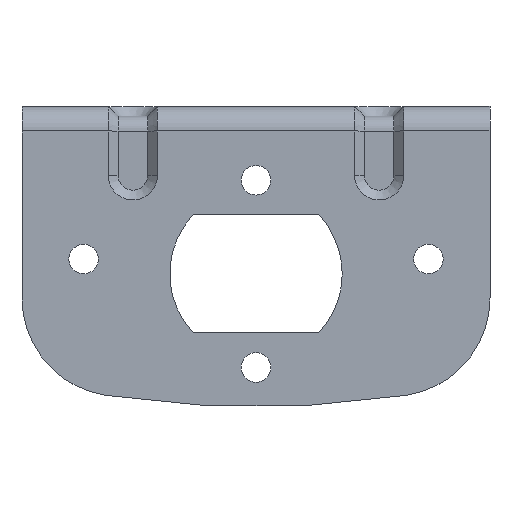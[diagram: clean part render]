
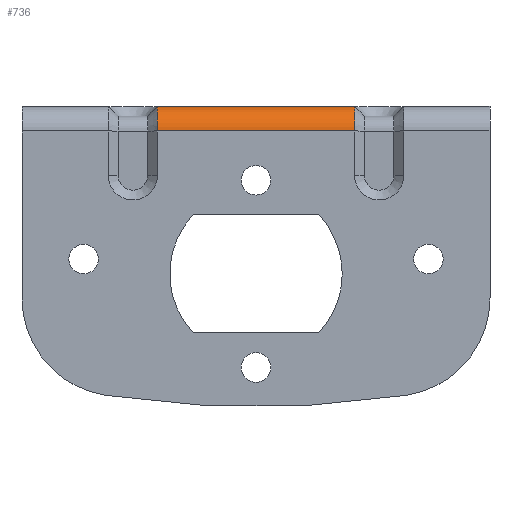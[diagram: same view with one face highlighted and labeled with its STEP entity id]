
A CAD part, top view. The second image highlights one B-rep face of the part: STEP entity #736.
In plain terms, the highlighted cylindrical face has radius 5 mm (diameter 10 mm), a partial arc.
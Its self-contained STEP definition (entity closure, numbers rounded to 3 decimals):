
#55 = AXIS2_PLACEMENT_3D ( 'NONE', #1434, #2640, #3787 ) ;
#108 = VERTEX_POINT ( 'NONE', #2163 ) ;
#160 = VERTEX_POINT ( 'NONE', #1557 ) ;
#273 = LINE ( 'NONE', #2010, #2888 ) ;
#571 = CIRCLE ( 'NONE', #2720, 5. ) ;
#699 = EDGE_CURVE ( 'NONE', #2249, #2758, #273, .T. ) ;
#700 = ORIENTED_EDGE ( 'NONE', *, *, #699, .F. ) ;
#736 = ADVANCED_FACE ( 'NONE', ( #3211 ), #1456, .T. ) ;
#877 = CIRCLE ( 'NONE', #3017, 5. ) ;
#1029 = DIRECTION ( 'NONE',  ( 1., 0., 0. ) ) ;
#1323 = CARTESIAN_POINT ( 'NONE',  ( 47.501, 0., 60.5 ) ) ;
#1434 = CARTESIAN_POINT ( 'NONE',  ( 47.501, -5., 60.5 ) ) ;
#1456 = CYLINDRICAL_SURFACE ( 'NONE', #55, 5. ) ;
#1557 = CARTESIAN_POINT ( 'NONE',  ( 20., 0., 60.5 ) ) ;
#1633 = CARTESIAN_POINT ( 'NONE',  ( -20., -5., 60.5 ) ) ;
#1840 = ORIENTED_EDGE ( 'NONE', *, *, #2655, .F. ) ;
#1937 = DIRECTION ( 'NONE',  ( -1., 0., 0. ) ) ;
#2010 = CARTESIAN_POINT ( 'NONE',  ( -47.5, -5., 65.5 ) ) ;
#2035 = ORIENTED_EDGE ( 'NONE', *, *, #2984, .T. ) ;
#2163 = CARTESIAN_POINT ( 'NONE',  ( -20., 0., 60.5 ) ) ;
#2249 = VERTEX_POINT ( 'NONE', #3351 ) ;
#2374 = ORIENTED_EDGE ( 'NONE', *, *, #3007, .T. ) ;
#2451 = CARTESIAN_POINT ( 'NONE',  ( 20., -5., 60.5 ) ) ;
#2533 = DIRECTION ( 'NONE',  ( 0., 0., 1. ) ) ;
#2607 = DIRECTION ( 'NONE',  ( -1., 0., 0. ) ) ;
#2640 = DIRECTION ( 'NONE',  ( 1., 0., 0. ) ) ;
#2655 = EDGE_CURVE ( 'NONE', #108, #160, #3105, .T. ) ;
#2720 = AXIS2_PLACEMENT_3D ( 'NONE', #1633, #1029, #3038 ) ;
#2758 = VERTEX_POINT ( 'NONE', #3143 ) ;
#2888 = VECTOR ( 'NONE', #2607, 1000. ) ;
#2964 = EDGE_LOOP ( 'NONE', ( #700, #2374, #1840, #2035 ) ) ;
#2984 = EDGE_CURVE ( 'NONE', #108, #2758, #571, .T. ) ;
#3007 = EDGE_CURVE ( 'NONE', #2249, #160, #877, .T. ) ;
#3017 = AXIS2_PLACEMENT_3D ( 'NONE', #2451, #1937, #2533 ) ;
#3038 = DIRECTION ( 'NONE',  ( 0., 0., -1. ) ) ;
#3105 = LINE ( 'NONE', #1323, #3336 ) ;
#3143 = CARTESIAN_POINT ( 'NONE',  ( -20., -5., 65.5 ) ) ;
#3211 = FACE_OUTER_BOUND ( 'NONE', #2964, .T. ) ;
#3336 = VECTOR ( 'NONE', #3669, 1000. ) ;
#3351 = CARTESIAN_POINT ( 'NONE',  ( 20., -5., 65.5 ) ) ;
#3669 = DIRECTION ( 'NONE',  ( 1., 0., 0. ) ) ;
#3787 = DIRECTION ( 'NONE',  ( 0., 0., -1. ) ) ;
